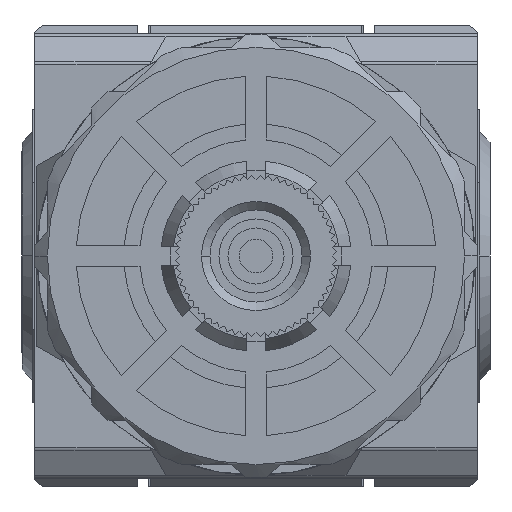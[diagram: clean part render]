
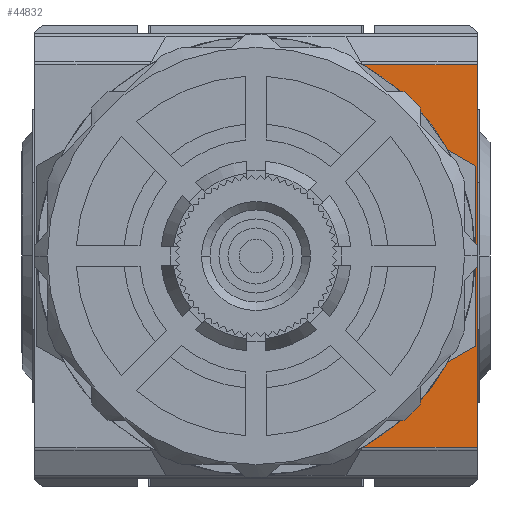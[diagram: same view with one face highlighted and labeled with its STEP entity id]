
A CAD part, front view. The second image highlights one B-rep face of the part: STEP entity #44832.
In plain terms, the highlighted planar face has unit normal (0, -1, 0).
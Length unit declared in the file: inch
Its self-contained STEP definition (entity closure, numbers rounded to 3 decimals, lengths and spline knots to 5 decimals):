
#1788 = DIRECTION ( 'NONE',  ( 0., -1., 0. ) ) ;
#2571 = DIRECTION ( 'NONE',  ( 1., 0., 0. ) ) ;
#2582 = ORIENTED_EDGE ( 'NONE', *, *, #26339, .F. ) ;
#2633 = CARTESIAN_POINT ( 'NONE',  ( 0.71397, -1.00787, 0.39296 ) ) ;
#2885 = CARTESIAN_POINT ( 'NONE',  ( 0.39971, -1.00787, 0.71021 ) ) ;
#3807 = CARTESIAN_POINT ( 'NONE',  ( 0.82283, -1.00787, -0.71021 ) ) ;
#4334 = CARTESIAN_POINT ( 'NONE',  ( 0.81496, -1.00787, 0.33465 ) ) ;
#6332 = DIRECTION ( 'NONE',  ( 0., 0., 1. ) ) ;
#6775 = LINE ( 'NONE', #45567, #50505 ) ;
#6792 = CARTESIAN_POINT ( 'NONE',  ( 0.71397, -1.00787, -0.39296 ) ) ;
#8293 = DIRECTION ( 'NONE',  ( 0.866, 0., 0.5 ) ) ;
#9307 = DIRECTION ( 'NONE',  ( 0., 1., 0. ) ) ;
#9830 = ORIENTED_EDGE ( 'NONE', *, *, #29528, .F. ) ;
#10295 = CARTESIAN_POINT ( 'NONE',  ( 0.81496, -1.00787, 0.71021 ) ) ;
#12262 = CARTESIAN_POINT ( 'NONE',  ( 0., -1.00787, 0. ) ) ;
#14128 = ORIENTED_EDGE ( 'NONE', *, *, #27154, .F. ) ;
#14988 = ORIENTED_EDGE ( 'NONE', *, *, #46406, .F. ) ;
#15552 = CARTESIAN_POINT ( 'NONE',  ( 0.82283, -1.00787, 0.71021 ) ) ;
#15860 = DIRECTION ( 'NONE',  ( -0.866, 0., 0.5 ) ) ;
#20318 = VERTEX_POINT ( 'NONE', #20611 ) ;
#20611 = CARTESIAN_POINT ( 'NONE',  ( 0.39971, -1.00787, -0.71021 ) ) ;
#21234 = VECTOR ( 'NONE', #46089, 39.37008 ) ;
#22463 = EDGE_CURVE ( 'NONE', #46222, #53484, #24715, .T. ) ;
#22534 = EDGE_LOOP ( 'NONE', ( #45201, #9830, #14128, #2582, #64234, #48933, #14988, #54699 ) ) ;
#22965 = VERTEX_POINT ( 'NONE', #26606 ) ;
#24715 = LINE ( 'NONE', #10295, #21234 ) ;
#26339 = EDGE_CURVE ( 'NONE', #58984, #57314, #37047, .T. ) ;
#26606 = CARTESIAN_POINT ( 'NONE',  ( 0.82283, -1.00787, 0.71021 ) ) ;
#27154 = EDGE_CURVE ( 'NONE', #57314, #22965, #6775, .T. ) ;
#27564 = CARTESIAN_POINT ( 'NONE',  ( 0.82283, -1.00787, -0.71021 ) ) ;
#29133 = DIRECTION ( 'NONE',  ( 0., 0., 1. ) ) ;
#29528 = EDGE_CURVE ( 'NONE', #22965, #68150, #44697, .T. ) ;
#30954 = DIRECTION ( 'NONE',  ( 0., 0., 1. ) ) ;
#31557 = VERTEX_POINT ( 'NONE', #6792 ) ;
#34809 = AXIS2_PLACEMENT_3D ( 'NONE', #12262, #1788, #6332 ) ;
#37047 = CIRCLE ( 'NONE', #34809, 0.81496 ) ;
#38054 = CARTESIAN_POINT ( 'NONE',  ( 0.82283, -1.00787, 0.71021 ) ) ;
#41797 = FACE_OUTER_BOUND ( 'NONE', #22534, .T. ) ;
#42106 = VECTOR ( 'NONE', #15860, 39.37008 ) ;
#44034 = LINE ( 'NONE', #27564, #48123 ) ;
#44697 = LINE ( 'NONE', #38054, #45214 ) ;
#44832 = ADVANCED_FACE ( 'NONE', ( #41797 ), #57229, .F. ) ;
#44856 = CIRCLE ( 'NONE', #65014, 0.81496 ) ;
#45201 = ORIENTED_EDGE ( 'NONE', *, *, #65511, .F. ) ;
#45214 = VECTOR ( 'NONE', #59433, 39.37008 ) ;
#45567 = CARTESIAN_POINT ( 'NONE',  ( 0.82283, -1.00787, 0.71021 ) ) ;
#46089 = DIRECTION ( 'NONE',  ( 0., 0., 1. ) ) ;
#46222 = VERTEX_POINT ( 'NONE', #50257 ) ;
#46406 = EDGE_CURVE ( 'NONE', #31557, #46222, #67756, .T. ) ;
#48123 = VECTOR ( 'NONE', #49629, 39.37008 ) ;
#48288 = VECTOR ( 'NONE', #8293, 39.37008 ) ;
#48933 = ORIENTED_EDGE ( 'NONE', *, *, #22463, .F. ) ;
#49629 = DIRECTION ( 'NONE',  ( -1., 0., 0. ) ) ;
#50257 = CARTESIAN_POINT ( 'NONE',  ( 0.81496, -1.00787, -0.33465 ) ) ;
#50505 = VECTOR ( 'NONE', #2571, 39.37008 ) ;
#51173 = CARTESIAN_POINT ( 'NONE',  ( 0., -1.00787, 0. ) ) ;
#51432 = AXIS2_PLACEMENT_3D ( 'NONE', #15552, #9307, #30954 ) ;
#53484 = VERTEX_POINT ( 'NONE', #55890 ) ;
#54699 = ORIENTED_EDGE ( 'NONE', *, *, #66018, .F. ) ;
#55890 = CARTESIAN_POINT ( 'NONE',  ( 0.81496, -1.00787, 0.33465 ) ) ;
#56442 = DIRECTION ( 'NONE',  ( 0., -1., 0. ) ) ;
#57229 = PLANE ( 'NONE',  #51432 ) ;
#57314 = VERTEX_POINT ( 'NONE', #2885 ) ;
#58170 = EDGE_CURVE ( 'NONE', #53484, #58984, #63808, .T. ) ;
#58984 = VERTEX_POINT ( 'NONE', #2633 ) ;
#59433 = DIRECTION ( 'NONE',  ( 0., 0., -1. ) ) ;
#63808 = LINE ( 'NONE', #4334, #42106 ) ;
#64234 = ORIENTED_EDGE ( 'NONE', *, *, #58170, .F. ) ;
#65014 = AXIS2_PLACEMENT_3D ( 'NONE', #51173, #56442, #29133 ) ;
#65511 = EDGE_CURVE ( 'NONE', #68150, #20318, #44034, .T. ) ;
#66018 = EDGE_CURVE ( 'NONE', #20318, #31557, #44856, .T. ) ;
#66731 = CARTESIAN_POINT ( 'NONE',  ( 0.71397, -1.00787, -0.39296 ) ) ;
#67756 = LINE ( 'NONE', #66731, #48288 ) ;
#68150 = VERTEX_POINT ( 'NONE', #3807 ) ;
